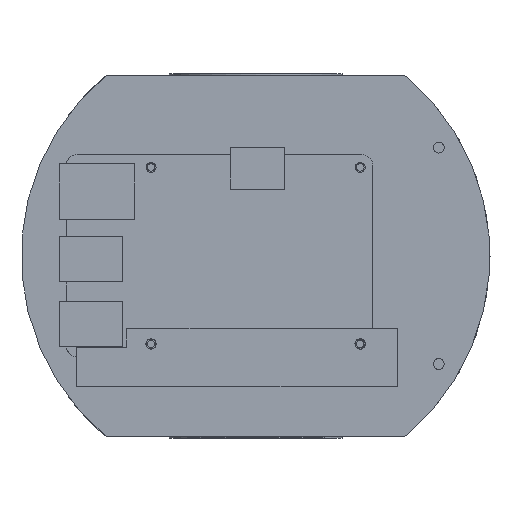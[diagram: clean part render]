
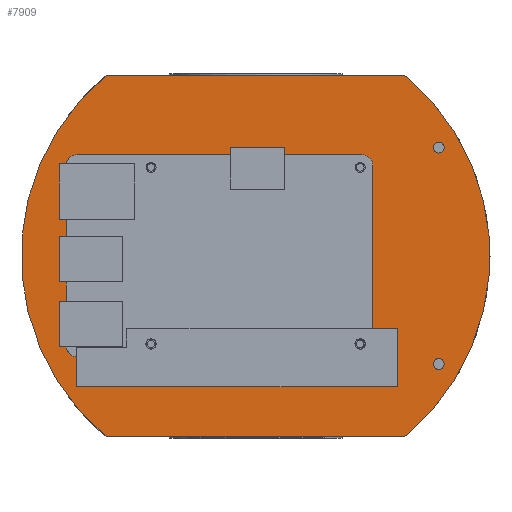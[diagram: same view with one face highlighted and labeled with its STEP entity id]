
A CAD part, top view. The second image highlights one B-rep face of the part: STEP entity #7909.
In plain terms, the highlighted planar face has unit normal (0, 0, 1).
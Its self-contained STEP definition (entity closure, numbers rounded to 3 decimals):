
#392=FACE_BOUND('',#1612,.T.);
#393=FACE_BOUND('',#1613,.T.);
#394=FACE_BOUND('',#1614,.T.);
#395=FACE_BOUND('',#1615,.T.);
#396=FACE_BOUND('',#1616,.T.);
#397=FACE_BOUND('',#1617,.T.);
#585=CIRCLE('',#8493,1.5);
#587=CIRCLE('',#8496,1.5);
#589=CIRCLE('',#8499,1.3);
#591=CIRCLE('',#8502,1.3);
#593=CIRCLE('',#8505,1.3);
#595=CIRCLE('',#8508,1.3);
#596=CIRCLE('',#8512,65.);
#599=CIRCLE('',#8516,65.);
#1035=FACE_OUTER_BOUND('',#1611,.T.);
#1611=EDGE_LOOP('',(#6916,#6917,#6918,#6919));
#1612=EDGE_LOOP('',(#6920));
#1613=EDGE_LOOP('',(#6921));
#1614=EDGE_LOOP('',(#6922));
#1615=EDGE_LOOP('',(#6923));
#1616=EDGE_LOOP('',(#6924));
#1617=EDGE_LOOP('',(#6925));
#2510=LINE('',#12723,#3336);
#2514=LINE('',#12732,#3340);
#3336=VECTOR('',#10460,82.825);
#3340=VECTOR('',#10466,82.825);
#3997=VERTEX_POINT('',#12689);
#3999=VERTEX_POINT('',#12694);
#4001=VERTEX_POINT('',#12699);
#4003=VERTEX_POINT('',#12704);
#4005=VERTEX_POINT('',#12709);
#4007=VERTEX_POINT('',#12714);
#4010=VERTEX_POINT('',#12720);
#4011=VERTEX_POINT('',#12722);
#4014=VERTEX_POINT('',#12729);
#4015=VERTEX_POINT('',#12731);
#4988=EDGE_CURVE('',#3997,#3997,#585,.T.);
#4990=EDGE_CURVE('',#3999,#3999,#587,.T.);
#4992=EDGE_CURVE('',#4001,#4001,#589,.T.);
#4994=EDGE_CURVE('',#4003,#4003,#591,.T.);
#4996=EDGE_CURVE('',#4005,#4005,#593,.T.);
#4998=EDGE_CURVE('',#4007,#4007,#595,.T.);
#5001=EDGE_CURVE('',#4011,#4010,#2510,.T.);
#5005=EDGE_CURVE('',#4015,#4014,#2514,.T.);
#5007=EDGE_CURVE('',#4014,#4011,#596,.T.);
#5010=EDGE_CURVE('',#4010,#4015,#599,.T.);
#6916=ORIENTED_EDGE('',*,*,#5001,.T.);
#6917=ORIENTED_EDGE('',*,*,#5010,.T.);
#6918=ORIENTED_EDGE('',*,*,#5005,.T.);
#6919=ORIENTED_EDGE('',*,*,#5007,.T.);
#6920=ORIENTED_EDGE('',*,*,#4988,.T.);
#6921=ORIENTED_EDGE('',*,*,#4990,.T.);
#6922=ORIENTED_EDGE('',*,*,#4992,.T.);
#6923=ORIENTED_EDGE('',*,*,#4994,.T.);
#6924=ORIENTED_EDGE('',*,*,#4996,.T.);
#6925=ORIENTED_EDGE('',*,*,#4998,.T.);
#7488=PLANE('',#8518);
#7909=ADVANCED_FACE('',(#1035,#392,#393,#394,#395,#396,#397),#7488,.T.);
#8493=AXIS2_PLACEMENT_3D('',#12690,#10424,#10425);
#8496=AXIS2_PLACEMENT_3D('',#12695,#10430,#10431);
#8499=AXIS2_PLACEMENT_3D('',#12700,#10436,#10437);
#8502=AXIS2_PLACEMENT_3D('',#12705,#10442,#10443);
#8505=AXIS2_PLACEMENT_3D('',#12710,#10448,#10449);
#8508=AXIS2_PLACEMENT_3D('',#12715,#10454,#10455);
#8512=AXIS2_PLACEMENT_3D('',#12735,#10470,#10471);
#8516=AXIS2_PLACEMENT_3D('',#12739,#10478,#10479);
#8518=AXIS2_PLACEMENT_3D('',#12741,#10482,#10483);
#10424=DIRECTION('center_axis',(0.,0.,-1.));
#10425=DIRECTION('ref_axis',(1.,0.,0.));
#10430=DIRECTION('center_axis',(0.,0.,-1.));
#10431=DIRECTION('ref_axis',(1.,0.,0.));
#10436=DIRECTION('center_axis',(0.,0.,-1.));
#10437=DIRECTION('ref_axis',(1.,0.,0.));
#10442=DIRECTION('center_axis',(0.,0.,-1.));
#10443=DIRECTION('ref_axis',(1.,0.,0.));
#10448=DIRECTION('center_axis',(0.,0.,-1.));
#10449=DIRECTION('ref_axis',(1.,0.,0.));
#10454=DIRECTION('center_axis',(0.,0.,-1.));
#10455=DIRECTION('ref_axis',(1.,0.,0.));
#10460=DIRECTION('',(1.,0.,0.));
#10466=DIRECTION('',(-1.,0.,0.));
#10470=DIRECTION('center_axis',(0.,0.,1.));
#10471=DIRECTION('ref_axis',(-1.,0.,0.));
#10478=DIRECTION('center_axis',(0.,0.,1.));
#10479=DIRECTION('ref_axis',(-1.,0.,0.));
#10482=DIRECTION('center_axis',(0.,0.,1.));
#10483=DIRECTION('ref_axis',(1.,0.,0.));
#12689=CARTESIAN_POINT('',(52.3,30.,1.6));
#12690=CARTESIAN_POINT('Origin',(50.8,30.,1.6));
#12694=CARTESIAN_POINT('',(52.3,-30.,1.6));
#12695=CARTESIAN_POINT('Origin',(50.8,-30.,1.6));
#12699=CARTESIAN_POINT('',(-27.7,-24.5,1.6));
#12700=CARTESIAN_POINT('Origin',(-29.,-24.5,1.6));
#12704=CARTESIAN_POINT('',(30.3,24.5,1.6));
#12705=CARTESIAN_POINT('Origin',(29.,24.5,1.6));
#12709=CARTESIAN_POINT('',(30.3,-24.5,1.6));
#12710=CARTESIAN_POINT('Origin',(29.,-24.5,1.6));
#12714=CARTESIAN_POINT('',(-27.7,24.5,1.6));
#12715=CARTESIAN_POINT('Origin',(-29.,24.5,1.6));
#12720=CARTESIAN_POINT('',(41.412,-50.1,1.6));
#12722=CARTESIAN_POINT('',(-41.412,-50.1,1.6));
#12723=CARTESIAN_POINT('',(-20.706,-50.1,1.6));
#12729=CARTESIAN_POINT('',(-41.412,50.1,1.6));
#12731=CARTESIAN_POINT('',(41.412,50.1,1.6));
#12732=CARTESIAN_POINT('',(20.706,50.1,1.6));
#12735=CARTESIAN_POINT('Origin',(0.,0.,1.6));
#12739=CARTESIAN_POINT('Origin',(0.,0.,1.6));
#12741=CARTESIAN_POINT('Origin',(0.,0.,1.6));
